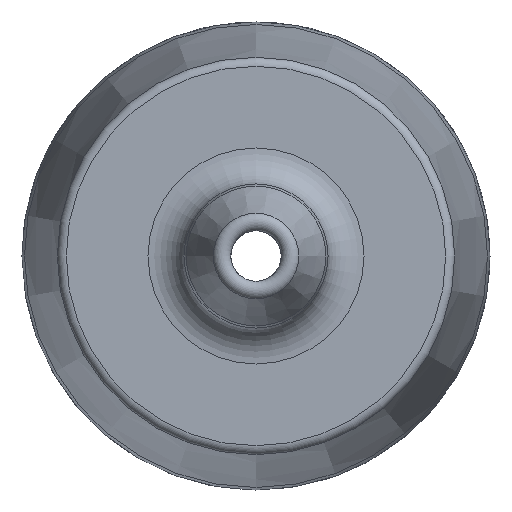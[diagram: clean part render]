
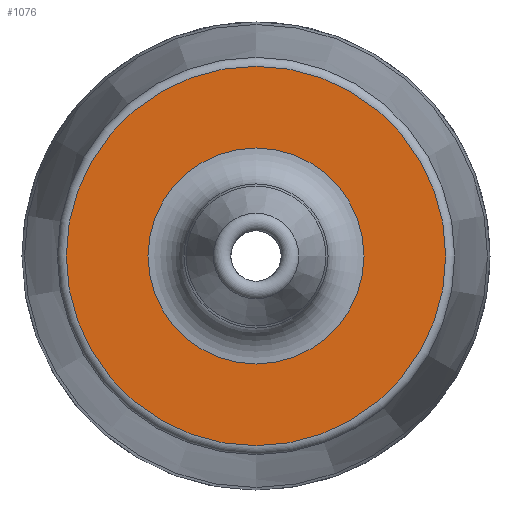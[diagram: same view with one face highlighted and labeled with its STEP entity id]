
A CAD part, front view. The second image highlights one B-rep face of the part: STEP entity #1076.
In plain terms, the highlighted planar face has unit normal (0, -1, 0).
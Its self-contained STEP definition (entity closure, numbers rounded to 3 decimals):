
#32=FACE_BOUND('',#138,.T.);
#35=PLANE('',#1172);
#73=FACE_OUTER_BOUND('',#137,.T.);
#137=EDGE_LOOP('',(#760));
#138=EDGE_LOOP('',(#761));
#285=CIRCLE('',#1171,3.);
#286=CIRCLE('',#1173,5.27);
#442=VERTEX_POINT('',#2062);
#443=VERTEX_POINT('',#2066);
#563=EDGE_CURVE('',#442,#442,#285,.T.);
#564=EDGE_CURVE('',#443,#443,#286,.T.);
#760=ORIENTED_EDGE('',*,*,#564,.F.);
#761=ORIENTED_EDGE('',*,*,#563,.F.);
#1076=ADVANCED_FACE('',(#73,#32),#35,.T.);
#1171=AXIS2_PLACEMENT_3D('',#2064,#1331,#1332);
#1172=AXIS2_PLACEMENT_3D('',#2065,#1333,#1334);
#1173=AXIS2_PLACEMENT_3D('',#2067,#1335,#1336);
#1331=DIRECTION('center_axis',(0.,-1.,0.));
#1332=DIRECTION('ref_axis',(1.,0.,0.));
#1333=DIRECTION('center_axis',(0.,-1.,0.));
#1334=DIRECTION('ref_axis',(0.,0.,-1.));
#1335=DIRECTION('center_axis',(0.,1.,0.));
#1336=DIRECTION('ref_axis',(0.,0.,-1.));
#2062=CARTESIAN_POINT('',(0.,-12.,-3.));
#2064=CARTESIAN_POINT('Origin',(0.,-12.,0.));
#2065=CARTESIAN_POINT('Origin',(0.,-12.,5.5));
#2066=CARTESIAN_POINT('',(0.,-12.,-5.27));
#2067=CARTESIAN_POINT('Origin',(0.,-12.,0.));
